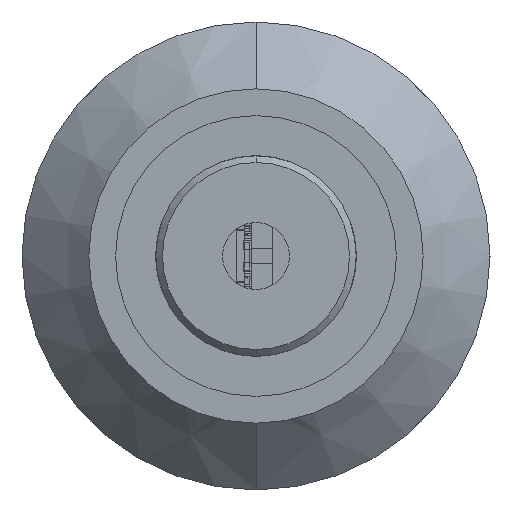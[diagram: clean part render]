
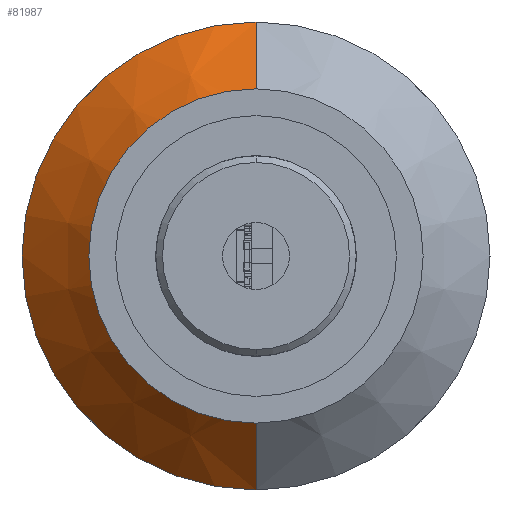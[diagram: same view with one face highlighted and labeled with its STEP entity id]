
A CAD part, left-side view. The second image highlights one B-rep face of the part: STEP entity #81987.
In plain terms, the highlighted conical face has half-angle 45 degrees and reference radius 17.5 mm.
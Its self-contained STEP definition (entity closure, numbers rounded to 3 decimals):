
#9430 = DIRECTION ( 'NONE',  ( -1., 0., 0. ) ) ;
#9451 = VERTEX_POINT ( 'NONE', #147273 ) ;
#10322 = ORIENTED_EDGE ( 'NONE', *, *, #85611, .T. ) ;
#14411 = DIRECTION ( 'NONE',  ( 0., 0., 1. ) ) ;
#18475 = LINE ( 'NONE', #19994, #105344 ) ;
#19994 = CARTESIAN_POINT ( 'NONE',  ( 84., 0., 17.5 ) ) ;
#20326 = CONICAL_SURFACE ( 'NONE', #25255, 17.5, 0.785 ) ;
#23206 = AXIS2_PLACEMENT_3D ( 'NONE', #56378, #9430, #44648 ) ;
#25255 = AXIS2_PLACEMENT_3D ( 'NONE', #27024, #48964, #39535 ) ;
#27024 = CARTESIAN_POINT ( 'NONE',  ( 84., 0., 0. ) ) ;
#29516 = ORIENTED_EDGE ( 'NONE', *, *, #86632, .F. ) ;
#32986 = ORIENTED_EDGE ( 'NONE', *, *, #133557, .F. ) ;
#34481 = VERTEX_POINT ( 'NONE', #85601 ) ;
#38637 = EDGE_CURVE ( 'NONE', #140417, #81430, #121004, .T. ) ;
#39535 = DIRECTION ( 'NONE',  ( 0., 0., -1. ) ) ;
#42727 = DIRECTION ( 'NONE',  ( 0.707, 0., 0.707 ) ) ;
#44648 = DIRECTION ( 'NONE',  ( 0., 0., 1. ) ) ;
#48964 = DIRECTION ( 'NONE',  ( 1., 0., 0. ) ) ;
#50499 = FACE_OUTER_BOUND ( 'NONE', #91479, .T. ) ;
#52535 = ORIENTED_EDGE ( 'NONE', *, *, #38637, .T. ) ;
#53649 = AXIS2_PLACEMENT_3D ( 'NONE', #94950, #83253, #14411 ) ;
#54389 = CARTESIAN_POINT ( 'NONE',  ( 84., 0., -17.5 ) ) ;
#56378 = CARTESIAN_POINT ( 'NONE',  ( 77.6, 0., 0. ) ) ;
#67432 = VECTOR ( 'NONE', #138023, 1000. ) ;
#81430 = VERTEX_POINT ( 'NONE', #152622 ) ;
#81987 = ADVANCED_FACE ( 'NONE', ( #50499 ), #20326, .T. ) ;
#83253 = DIRECTION ( 'NONE',  ( -1., 0., 0. ) ) ;
#85601 = CARTESIAN_POINT ( 'NONE',  ( 77.6, 0., 11.1 ) ) ;
#85611 = EDGE_CURVE ( 'NONE', #34481, #140417, #18475, .T. ) ;
#86632 = EDGE_CURVE ( 'NONE', #34481, #9451, #120533, .T. ) ;
#91479 = EDGE_LOOP ( 'NONE', ( #29516, #10322, #52535, #32986 ) ) ;
#94950 = CARTESIAN_POINT ( 'NONE',  ( 84., 0., 0. ) ) ;
#105344 = VECTOR ( 'NONE', #42727, 1000. ) ;
#111055 = CARTESIAN_POINT ( 'NONE',  ( 84., 0., 17.5 ) ) ;
#113774 = LINE ( 'NONE', #54389, #67432 ) ;
#120533 = CIRCLE ( 'NONE', #23206, 11.1 ) ;
#121004 = CIRCLE ( 'NONE', #53649, 17.5 ) ;
#133557 = EDGE_CURVE ( 'NONE', #9451, #81430, #113774, .T. ) ;
#138023 = DIRECTION ( 'NONE',  ( 0.707, 0., -0.707 ) ) ;
#140417 = VERTEX_POINT ( 'NONE', #111055 ) ;
#147273 = CARTESIAN_POINT ( 'NONE',  ( 77.6, 0., -11.1 ) ) ;
#152622 = CARTESIAN_POINT ( 'NONE',  ( 84., 0., -17.5 ) ) ;
